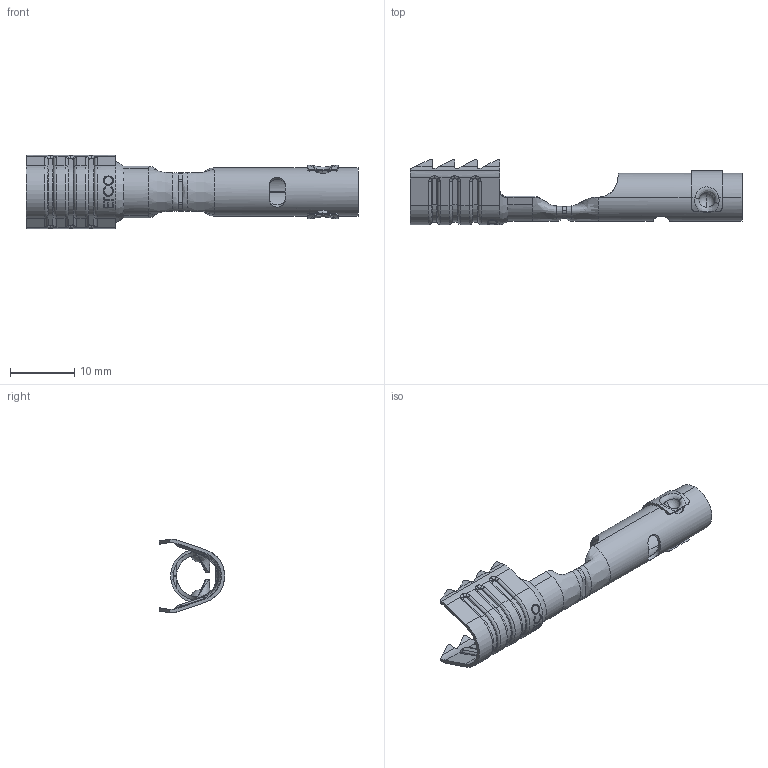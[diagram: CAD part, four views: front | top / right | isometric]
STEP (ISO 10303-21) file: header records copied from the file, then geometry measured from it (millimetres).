
FILE_DESCRIPTION (( 'STEP AP203' ), '1' );
FILE_NAME ('SP954.STEP', '2019-11-05T13:19:29', ( 'tempuser' ), ( 'Microsoft' ), 'SwSTEP 2.0', 'SolidWorks 2019', '' );
FILE_SCHEMA (( 'CONFIG_CONTROL_DESIGN' ));
Length unit declared in the file: inch
Products named in the file (3): SP20 SP20-S SP27 SP954 SP985_SP954 without carrier; SCA4 expanded for mating_SCA4-G; SP954
Assembly tree (2 placements, depth 2):
  SP954
    SP20 SP20-S SP27 SP954 SP985_SP954 without carrier
    SCA4 expanded for mating_SCA4-G
Bounding box: 51.69 x 10.16 x 11.43 mm (x, y, z)
Volume: 515.3 mm3; surface area: 2194.5 mm2
Topology: 2 solids, 2 shells, 431 faces, 1161 edges, 727 vertices
Faces by surface type: plane 139, cylinder 131, bspline 84, torus 36, cone 33, sphere 8
Entity records: 20245 total; most frequent: CARTESIAN_POINT 9936, ORIENTED_EDGE 2306, DIRECTION 1834, EDGE_CURVE 1153, VERTEX_POINT 727, AXIS2_PLACEMENT_3D 687, LINE 460, VECTOR 460
